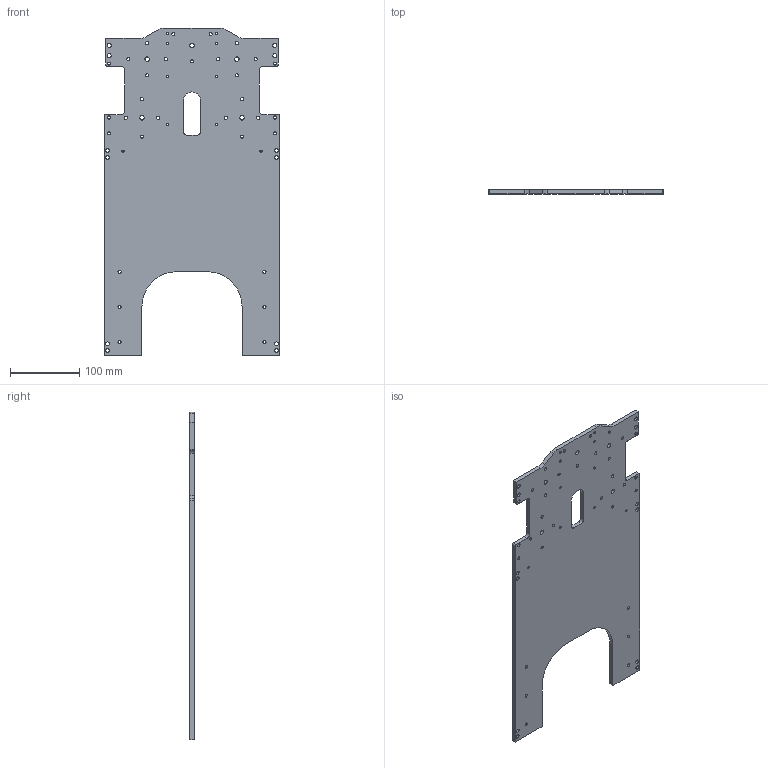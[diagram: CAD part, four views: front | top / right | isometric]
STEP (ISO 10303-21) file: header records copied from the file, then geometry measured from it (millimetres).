
FILE_DESCRIPTION (( 'STEP AP203' ), '1' );
FILE_NAME ('ROV-USI-040A-PLANCHER.STEP', '2024-05-23T07:30:06', ( '' ), ( '' ), 'SwSTEP 2.0', 'SolidWorks 2016', '' );
FILE_SCHEMA (( 'CONFIG_CONTROL_DESIGN' ));
Length unit declared in the file: millimetre
Products named in the file (1): ROV-USI-040A-PLANCHER
Bounding box: 255 x 6 x 475 mm (x, y, z)
Volume: 571424.9 mm3; surface area: 207283.4 mm2
Topology: 1 solids, 1 shells, 197 faces, 547 edges, 352 vertices
Faces by surface type: cylinder 134, cone 38, plane 25
Entity records: 6736 total; most frequent: DIRECTION 1249, CARTESIAN_POINT 1097, ORIENTED_EDGE 1094, EDGE_CURVE 547, AXIS2_PLACEMENT_3D 504, VERTEX_POINT 352, EDGE_LOOP 315, CIRCLE 306
